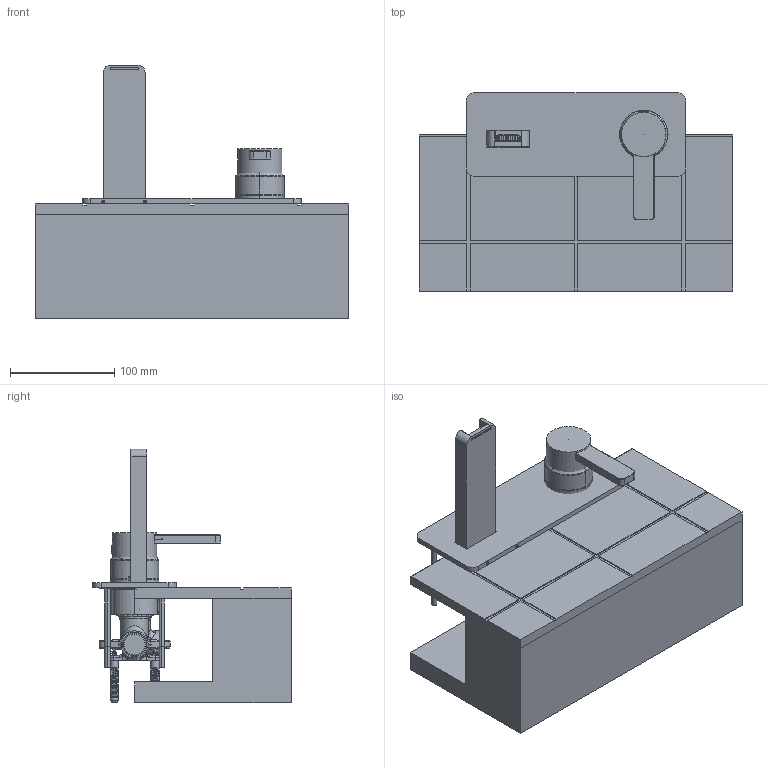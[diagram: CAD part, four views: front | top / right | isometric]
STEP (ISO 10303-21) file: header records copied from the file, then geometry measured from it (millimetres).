
FILE_DESCRIPTION (( 'STEP AP203' ), '1' );
FILE_NAME ('500026vic0_asm.STEP', '2018-09-13T20:27:30', ( '' ), ( '' ), 'SwSTEP 2.0', 'SolidWorks 2015', '' );
FILE_SCHEMA (( 'CONFIG_CONTROL_DESIGN' ));
Length unit declared in the file: millimetre
Products named in the file (57): 10000155; 04000063; 500026vic0_asm; 12000687; 06022007; 16000008_OBSOLETO_ASM; 06003501; 04000096; 16000112_ASM; 10000076; 16000714_ASM; 04000091; 07010106W_D; 16002192_ASM; 01000393_ASM; 05002003; 300051VIC0_ASM; 02000102; 10000418; 16001975_ASM; MURO_INCASSI_AF0_ASM; 14000031_AF5_ASM; 06023707; 06000053; 01000087; 07010106W_A; 12000800; 06000047; 06000038; 16001383_ASM; 06000133; 16000658_ASM; 03000063; 01000392; 16000715_ASM; 06000037; 16000761_ASM; 06020307; 04000002; 16000657_ASM ...
Assembly tree (71 placements, depth 6):
  500026vic0_asm
    300051VIC0_ASM
      01000393_ASM
        01000392
        12000800
      16001383_ASM
        10000155
      16002192_ASM
        12000687
      16000007_ASM
        07010106W_ASM
          07010106W_A
          07010106W_B
          07010106W_C
          07010106W_D
      16000112_ASM
        06003501
      14000031_AF5_ASM
        10000418  x4
        06000133  x4
      10000076
      04000002  x2
      10000603
      MURO_INCASSI_AF0_ASM
        MURO_INCASSI_AF1
        MURO_INCASSI_PIASTRELLE_AF2
    500025VIC0_ASM
      16000761_ASM
        10000084
        04000063
      16001975_ASM
        16001974_ASM
          01000087
          11000033
          04000095
          10000091
          06000037  x3
          16000714_ASM
            04000091  x2
          06000038  x2
          06000053  x4
        16000715_ASM
          02000102
          04000096
      16000008_OBSOLETO_ASM
        06006201
      16000690_ASM
        03000063
        03000064
        06000047
        06023707
        16000657_ASM
          06022007
        16000658_ASM
          05002003
        06020307
      06000040  x2
Bounding box: 300 x 190 x 243 mm (x, y, z)
Volume: 3173905.7 mm3; surface area: 501512.1 mm2
Topology: 30 solids, 89 shells, 3636 faces, 9431 edges, 5766 vertices
Faces by surface type: plane 1355, cylinder 1138, bspline 856, cone 276, torus 11
Entity records: 109239 total; most frequent: CARTESIAN_POINT 44543, ORIENTED_EDGE 12662, DIRECTION 11342, EDGE_CURVE 6394, VERTEX_POINT 4073, AXIS2_PLACEMENT_3D 3998, VECTOR 3346, LINE 3346
